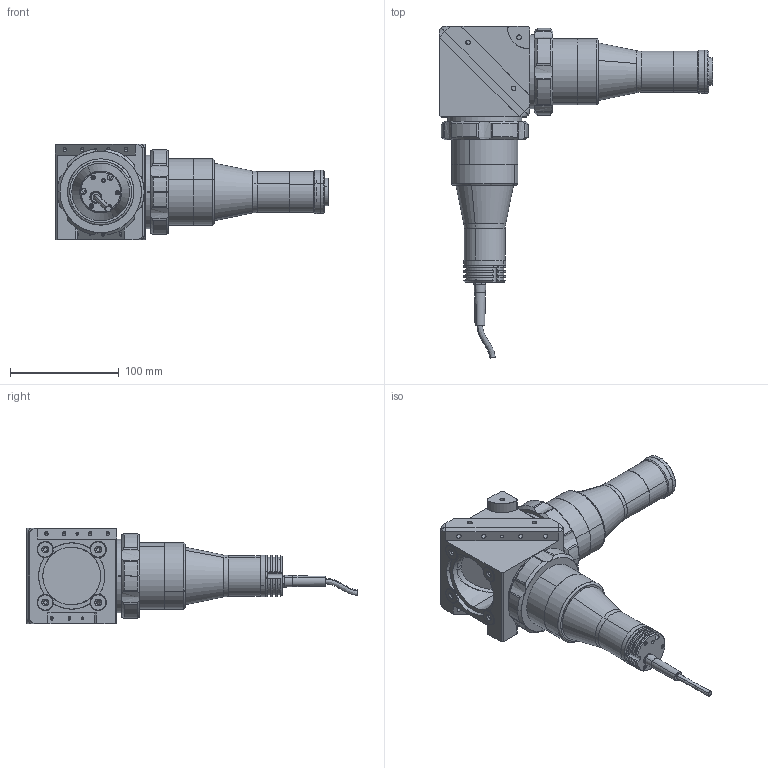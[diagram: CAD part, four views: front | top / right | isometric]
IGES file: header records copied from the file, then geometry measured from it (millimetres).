
Start section: SolidWorks IGES file using analytic representation for surfaces
Global section: file name: TCCXQ024.IGS; native system: SolidWorks 2013; preprocessor: SolidWorks 2013; author: User; date: 140711.154626; units: millimetre
Bounding box: 252.38 x 305.8 x 88 mm (x, y, z)
Surface area: 139376 mm2 (no closed solid volume)
Topology: 0 solids, 0 shells, 479 faces, 9007 edges, 9006 vertices
Faces by surface type: revolution 346, bspline 133
